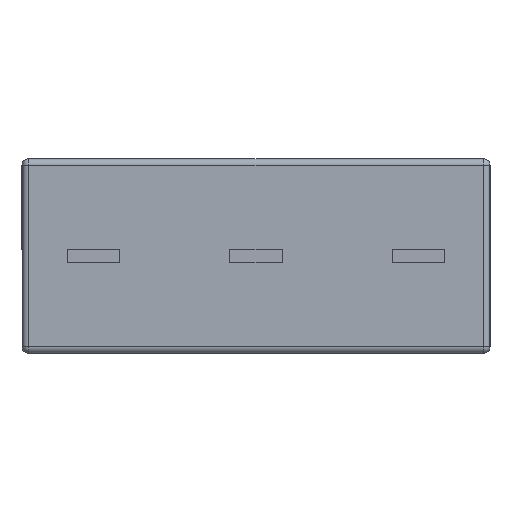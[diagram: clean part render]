
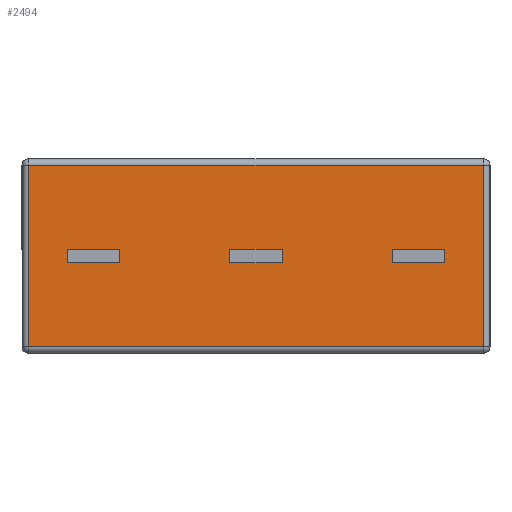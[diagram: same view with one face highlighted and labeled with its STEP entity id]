
A CAD part, front view. The second image highlights one B-rep face of the part: STEP entity #2494.
In plain terms, the highlighted planar face has unit normal (0, -1, 0).
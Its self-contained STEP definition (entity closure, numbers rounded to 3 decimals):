
#45 = FACE_BOUND ( 'NONE', #5363, .T. ) ;
#307 = DIRECTION ( 'NONE',  ( 0., 0., 1. ) ) ;
#361 = VERTEX_POINT ( 'NONE', #5727 ) ;
#438 = DIRECTION ( 'NONE',  ( -1., 0., 0. ) ) ;
#544 = VECTOR ( 'NONE', #1680, 1000. ) ;
#579 = VERTEX_POINT ( 'NONE', #8451 ) ;
#665 = PLANE ( 'NONE',  #6156 ) ;
#782 = DIRECTION ( 'NONE',  ( -1., 0., 0. ) ) ;
#874 = EDGE_CURVE ( 'NONE', #7659, #9826, #5368, .T. ) ;
#875 = ORIENTED_EDGE ( 'NONE', *, *, #7689, .T. ) ;
#976 = ORIENTED_EDGE ( 'NONE', *, *, #5828, .T. ) ;
#993 = ORIENTED_EDGE ( 'NONE', *, *, #4311, .T. ) ;
#1415 = EDGE_CURVE ( 'NONE', #9343, #8633, #2653, .T. ) ;
#1488 = DIRECTION ( 'NONE',  ( 0., 0., 1. ) ) ;
#1521 = DIRECTION ( 'NONE',  ( -1., 0., 0. ) ) ;
#1680 = DIRECTION ( 'NONE',  ( 0., 0., 1. ) ) ;
#1829 = CARTESIAN_POINT ( 'NONE',  ( 0.4, 1.5, -0.1 ) ) ;
#1963 = CARTESIAN_POINT ( 'NONE',  ( -2.9, 1.5, 0.1 ) ) ;
#1985 = VECTOR ( 'NONE', #6061, 1000. ) ;
#2007 = CARTESIAN_POINT ( 'NONE',  ( 2.9, 1.5, -0.1 ) ) ;
#2077 = VECTOR ( 'NONE', #438, 1000. ) ;
#2088 = VECTOR ( 'NONE', #9483, 1000. ) ;
#2218 = FACE_BOUND ( 'NONE', #5344, .T. ) ;
#2309 = DIRECTION ( 'NONE',  ( 0., 0., -1. ) ) ;
#2360 = VECTOR ( 'NONE', #5108, 1000. ) ;
#2373 = VECTOR ( 'NONE', #10292, 1000. ) ;
#2402 = EDGE_CURVE ( 'NONE', #9826, #2771, #9790, .T. ) ;
#2455 = CARTESIAN_POINT ( 'NONE',  ( 2.1, 1.5, -0.1 ) ) ;
#2494 = ADVANCED_FACE ( 'NONE', ( #5428, #2218, #6571, #45 ), #665, .T. ) ;
#2503 = EDGE_CURVE ( 'NONE', #8561, #579, #4145, .T. ) ;
#2640 = EDGE_LOOP ( 'NONE', ( #9558, #5859, #9216, #7665 ) ) ;
#2653 = LINE ( 'NONE', #2968, #7017 ) ;
#2680 = CARTESIAN_POINT ( 'NONE',  ( 3.496, 1.5, -1.5 ) ) ;
#2771 = VERTEX_POINT ( 'NONE', #5438 ) ;
#2840 = EDGE_CURVE ( 'NONE', #579, #5467, #4008, .T. ) ;
#2942 = DIRECTION ( 'NONE',  ( 1., 0., 0. ) ) ;
#2968 = CARTESIAN_POINT ( 'NONE',  ( -2.1, 1.5, 0.1 ) ) ;
#2971 = CARTESIAN_POINT ( 'NONE',  ( -3.496, 1.5, -1.5 ) ) ;
#3076 = VECTOR ( 'NONE', #4598, 1000. ) ;
#3177 = VECTOR ( 'NONE', #782, 1000. ) ;
#3194 = EDGE_CURVE ( 'NONE', #9208, #8561, #8352, .T. ) ;
#3272 = VECTOR ( 'NONE', #5683, 1000. ) ;
#3399 = EDGE_CURVE ( 'NONE', #10592, #4394, #6179, .T. ) ;
#3553 = CARTESIAN_POINT ( 'NONE',  ( -2.1, 1.5, 0.1 ) ) ;
#3754 = CARTESIAN_POINT ( 'NONE',  ( 0.4, 1.5, 0.1 ) ) ;
#3795 = LINE ( 'NONE', #5648, #3272 ) ;
#4008 = LINE ( 'NONE', #8774, #4785 ) ;
#4145 = LINE ( 'NONE', #8052, #8487 ) ;
#4187 = LINE ( 'NONE', #3553, #1985 ) ;
#4311 = EDGE_CURVE ( 'NONE', #6755, #7659, #8095, .T. ) ;
#4319 = ORIENTED_EDGE ( 'NONE', *, *, #874, .T. ) ;
#4394 = VERTEX_POINT ( 'NONE', #10137 ) ;
#4568 = CARTESIAN_POINT ( 'NONE',  ( -3.6, 1.5, -1.396 ) ) ;
#4598 = DIRECTION ( 'NONE',  ( 0., 0., 1. ) ) ;
#4601 = ORIENTED_EDGE ( 'NONE', *, *, #5611, .F. ) ;
#4604 = EDGE_CURVE ( 'NONE', #8633, #10620, #6542, .T. ) ;
#4785 = VECTOR ( 'NONE', #2942, 1000. ) ;
#4967 = CARTESIAN_POINT ( 'NONE',  ( -2.1, 1.5, -0.1 ) ) ;
#5045 = EDGE_CURVE ( 'NONE', #10620, #6373, #9013, .T. ) ;
#5108 = DIRECTION ( 'NONE',  ( -1., 0., 0. ) ) ;
#5174 = VECTOR ( 'NONE', #1521, 1000. ) ;
#5189 = CARTESIAN_POINT ( 'NONE',  ( -2.1, 1.5, 0.1 ) ) ;
#5267 = LINE ( 'NONE', #3754, #3076 ) ;
#5344 = EDGE_LOOP ( 'NONE', ( #875, #10170, #7527, #10581 ) ) ;
#5363 = EDGE_LOOP ( 'NONE', ( #6185, #7106, #5610, #4601 ) ) ;
#5368 = LINE ( 'NONE', #5684, #3177 ) ;
#5408 = ORIENTED_EDGE ( 'NONE', *, *, #2402, .T. ) ;
#5428 = FACE_BOUND ( 'NONE', #2640, .T. ) ;
#5438 = CARTESIAN_POINT ( 'NONE',  ( -3.496, 1.5, -1.396 ) ) ;
#5467 = VERTEX_POINT ( 'NONE', #9898 ) ;
#5479 = CARTESIAN_POINT ( 'NONE',  ( -3.496, 1.5, 1.396 ) ) ;
#5539 = CARTESIAN_POINT ( 'NONE',  ( 2.9, 1.5, 0.1 ) ) ;
#5610 = ORIENTED_EDGE ( 'NONE', *, *, #3399, .F. ) ;
#5611 = EDGE_CURVE ( 'NONE', #8000, #10592, #5267, .T. ) ;
#5648 = CARTESIAN_POINT ( 'NONE',  ( -0.4, 1.5, -0.1 ) ) ;
#5683 = DIRECTION ( 'NONE',  ( 1., 0., 0. ) ) ;
#5684 = CARTESIAN_POINT ( 'NONE',  ( -3.6, 1.5, 1.396 ) ) ;
#5727 = CARTESIAN_POINT ( 'NONE',  ( -0.4, 1.5, -0.1 ) ) ;
#5828 = EDGE_CURVE ( 'NONE', #2771, #6755, #8652, .T. ) ;
#5859 = ORIENTED_EDGE ( 'NONE', *, *, #4604, .T. ) ;
#5895 = VECTOR ( 'NONE', #307, 1000. ) ;
#5903 = CARTESIAN_POINT ( 'NONE',  ( 2.9, 1.5, -0.1 ) ) ;
#6061 = DIRECTION ( 'NONE',  ( 1., 0., 0. ) ) ;
#6156 = AXIS2_PLACEMENT_3D ( 'NONE', #6398, #7216, #2309 ) ;
#6179 = LINE ( 'NONE', #7736, #2077 ) ;
#6185 = ORIENTED_EDGE ( 'NONE', *, *, #8468, .F. ) ;
#6373 = VERTEX_POINT ( 'NONE', #1963 ) ;
#6398 = CARTESIAN_POINT ( 'NONE',  ( -3.6, 1.5, -1.5 ) ) ;
#6417 = VECTOR ( 'NONE', #8243, 1000. ) ;
#6418 = CARTESIAN_POINT ( 'NONE',  ( -2.1, 1.5, -0.1 ) ) ;
#6486 = CARTESIAN_POINT ( 'NONE',  ( -2.9, 1.5, 0.1 ) ) ;
#6542 = LINE ( 'NONE', #6418, #5174 ) ;
#6571 = FACE_OUTER_BOUND ( 'NONE', #8300, .T. ) ;
#6755 = VERTEX_POINT ( 'NONE', #7099 ) ;
#7017 = VECTOR ( 'NONE', #8728, 1000. ) ;
#7099 = CARTESIAN_POINT ( 'NONE',  ( 3.496, 1.5, -1.396 ) ) ;
#7106 = ORIENTED_EDGE ( 'NONE', *, *, #10267, .F. ) ;
#7188 = CARTESIAN_POINT ( 'NONE',  ( -2.9, 1.5, -0.1 ) ) ;
#7216 = DIRECTION ( 'NONE',  ( 0., -1., 0. ) ) ;
#7424 = CARTESIAN_POINT ( 'NONE',  ( -0.4, 1.5, 0.1 ) ) ;
#7527 = ORIENTED_EDGE ( 'NONE', *, *, #2503, .T. ) ;
#7659 = VERTEX_POINT ( 'NONE', #8117 ) ;
#7665 = ORIENTED_EDGE ( 'NONE', *, *, #8758, .T. ) ;
#7689 = EDGE_CURVE ( 'NONE', #5467, #9208, #8602, .T. ) ;
#7736 = CARTESIAN_POINT ( 'NONE',  ( -0.4, 1.5, 0.1 ) ) ;
#8000 = VERTEX_POINT ( 'NONE', #1829 ) ;
#8052 = CARTESIAN_POINT ( 'NONE',  ( 2.1, 1.5, 0.1 ) ) ;
#8095 = LINE ( 'NONE', #2680, #5895 ) ;
#8117 = CARTESIAN_POINT ( 'NONE',  ( 3.496, 1.5, 1.396 ) ) ;
#8243 = DIRECTION ( 'NONE',  ( 0., 0., -1. ) ) ;
#8300 = EDGE_LOOP ( 'NONE', ( #4319, #5408, #976, #993 ) ) ;
#8340 = VECTOR ( 'NONE', #10514, 1000. ) ;
#8352 = LINE ( 'NONE', #2007, #2360 ) ;
#8451 = CARTESIAN_POINT ( 'NONE',  ( 2.1, 1.5, 0.1 ) ) ;
#8468 = EDGE_CURVE ( 'NONE', #361, #8000, #3795, .T. ) ;
#8487 = VECTOR ( 'NONE', #1488, 1000. ) ;
#8561 = VERTEX_POINT ( 'NONE', #2455 ) ;
#8601 = LINE ( 'NONE', #7424, #6417 ) ;
#8602 = LINE ( 'NONE', #5539, #8340 ) ;
#8633 = VERTEX_POINT ( 'NONE', #4967 ) ;
#8652 = LINE ( 'NONE', #4568, #2373 ) ;
#8728 = DIRECTION ( 'NONE',  ( 0., 0., -1. ) ) ;
#8758 = EDGE_CURVE ( 'NONE', #6373, #9343, #4187, .T. ) ;
#8774 = CARTESIAN_POINT ( 'NONE',  ( 2.9, 1.5, 0.1 ) ) ;
#9013 = LINE ( 'NONE', #6486, #544 ) ;
#9208 = VERTEX_POINT ( 'NONE', #5903 ) ;
#9216 = ORIENTED_EDGE ( 'NONE', *, *, #5045, .T. ) ;
#9343 = VERTEX_POINT ( 'NONE', #5189 ) ;
#9483 = DIRECTION ( 'NONE',  ( 0., 0., -1. ) ) ;
#9558 = ORIENTED_EDGE ( 'NONE', *, *, #1415, .T. ) ;
#9790 = LINE ( 'NONE', #2971, #2088 ) ;
#9826 = VERTEX_POINT ( 'NONE', #5479 ) ;
#9898 = CARTESIAN_POINT ( 'NONE',  ( 2.9, 1.5, 0.1 ) ) ;
#10137 = CARTESIAN_POINT ( 'NONE',  ( -0.4, 1.5, 0.1 ) ) ;
#10170 = ORIENTED_EDGE ( 'NONE', *, *, #3194, .T. ) ;
#10267 = EDGE_CURVE ( 'NONE', #4394, #361, #8601, .T. ) ;
#10292 = DIRECTION ( 'NONE',  ( 1., 0., 0. ) ) ;
#10416 = CARTESIAN_POINT ( 'NONE',  ( 0.4, 1.5, 0.1 ) ) ;
#10514 = DIRECTION ( 'NONE',  ( 0., 0., -1. ) ) ;
#10581 = ORIENTED_EDGE ( 'NONE', *, *, #2840, .T. ) ;
#10592 = VERTEX_POINT ( 'NONE', #10416 ) ;
#10620 = VERTEX_POINT ( 'NONE', #7188 ) ;
